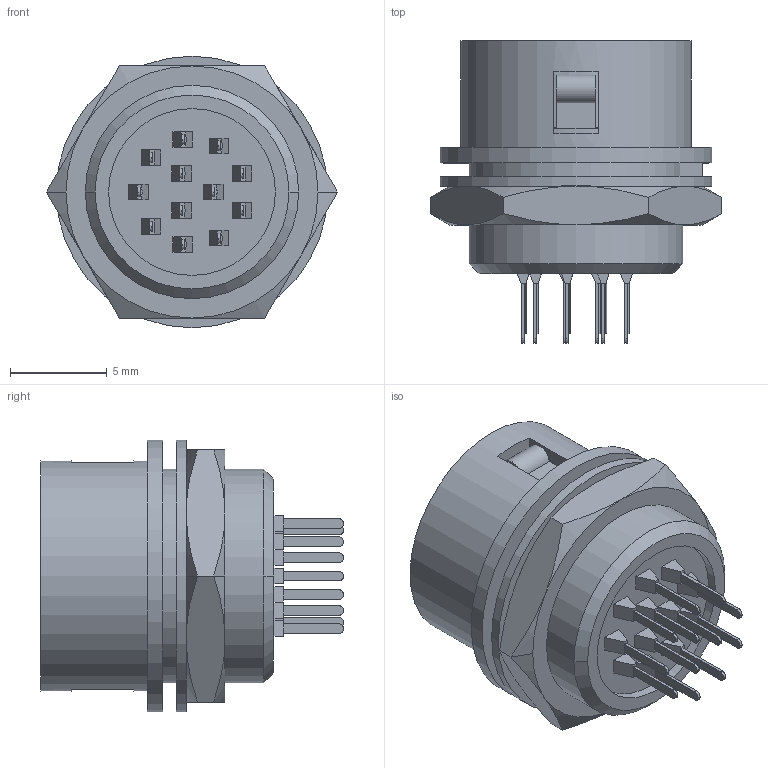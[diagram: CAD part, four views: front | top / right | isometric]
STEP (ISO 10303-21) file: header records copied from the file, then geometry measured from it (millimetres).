
FILE_DESCRIPTION(('FreeCAD Model'),'2;1');
FILE_NAME('HR10A-10R-12SB.stp', '2020-12-08T20:07:30',('Author'),(''), 'Open CASCADE STEP processor 7.4','FreeCAD','Unknown');
FILE_SCHEMA(('AUTOMOTIVE_DESIGN { 1 0 10303 214 1 1 1 1 }'));
Length unit declared in the file: millimetre
Products named in the file (1): Compound001
Bounding box: 15.01 x 15.6 x 14 mm (x, y, z)
Volume: 1177.5 mm3; surface area: 1409.6 mm2
Topology: 1 solids, 2 shells, 343 faces, 938 edges, 613 vertices
Faces by surface type: plane 244, cylinder 75, cone 24
Full cylindrical faces by diameter (mm): 7.6 x1, 7.7 x1, 8.6 x1, 11 x1, 11.9 x1, 14 x2
Entity records: 12637 total; most frequent: CARTESIAN_POINT 3759, ORIENTED_EDGE 1876, DIRECTION 1830, EDGE_CURVE 938, LINE 624, VECTOR 624, VERTEX_POINT 613, AXIS2_PLACEMENT_3D 603
